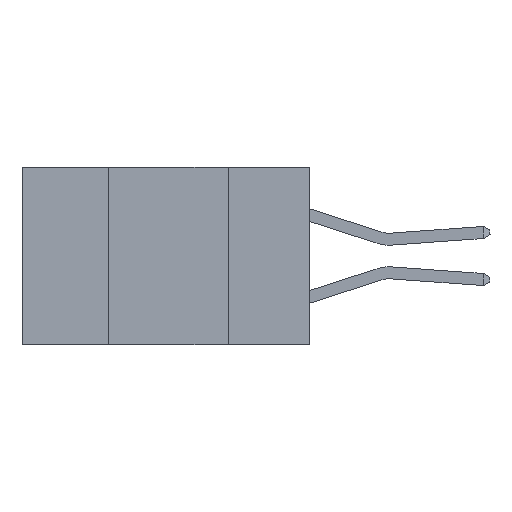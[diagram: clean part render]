
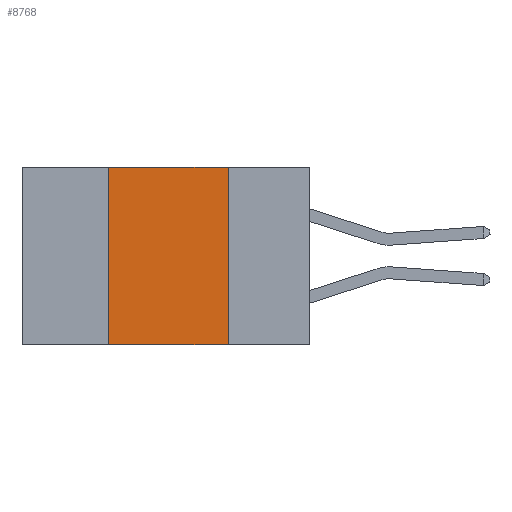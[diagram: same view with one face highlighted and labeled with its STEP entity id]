
A CAD part, left-side view. The second image highlights one B-rep face of the part: STEP entity #8768.
In plain terms, the highlighted planar face has unit normal (-1, 0, 0).
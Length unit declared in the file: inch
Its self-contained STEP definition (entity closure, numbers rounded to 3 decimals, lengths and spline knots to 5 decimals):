
#100 = CARTESIAN_POINT ( 'NONE',  ( 0., 0.6, -0.37 ) ) ;
#208 = EDGE_CURVE ( 'NONE', #12823, #7677, #17598, .T. ) ;
#354 = EDGE_CURVE ( 'NONE', #12823, #12677, #9222, .T. ) ;
#534 = LINE ( 'NONE', #9750, #8034 ) ;
#855 = VECTOR ( 'NONE', #12178, 39.37008 ) ;
#1220 = AXIS2_PLACEMENT_3D ( 'NONE', #3110, #16469, #1636 ) ;
#1379 = CARTESIAN_POINT ( 'NONE',  ( 0., 0.42, 0. ) ) ;
#1423 = CARTESIAN_POINT ( 'NONE',  ( 0., 0.17, -0.37 ) ) ;
#1636 = DIRECTION ( 'NONE',  ( 0., 0., -1. ) ) ;
#2803 = CARTESIAN_POINT ( 'NONE',  ( 0., 0.17, -0.37 ) ) ;
#2823 = VECTOR ( 'NONE', #14927, 39.37008 ) ;
#3110 = CARTESIAN_POINT ( 'NONE',  ( 0., 0.6, 0. ) ) ;
#3306 = FACE_OUTER_BOUND ( 'NONE', #9616, .T. ) ;
#4449 = ORIENTED_EDGE ( 'NONE', *, *, #208, .F. ) ;
#4607 = PLANE ( 'NONE',  #1220 ) ;
#5548 = DIRECTION ( 'NONE',  ( 0., 0., 1. ) ) ;
#6703 = EDGE_CURVE ( 'NONE', #10463, #12677, #15024, .T. ) ;
#7677 = VERTEX_POINT ( 'NONE', #1379 ) ;
#8034 = VECTOR ( 'NONE', #14462, 39.37008 ) ;
#8768 = ADVANCED_FACE ( 'NONE', ( #3306 ), #4607, .F. ) ;
#9222 = LINE ( 'NONE', #100, #855 ) ;
#9268 = CARTESIAN_POINT ( 'NONE',  ( 0., 0.42, -0.37 ) ) ;
#9616 = EDGE_LOOP ( 'NONE', ( #9814, #15938, #4449, #19354 ) ) ;
#9750 = CARTESIAN_POINT ( 'NONE',  ( 0., 0.6, 0. ) ) ;
#9814 = ORIENTED_EDGE ( 'NONE', *, *, #6703, .F. ) ;
#10132 = CARTESIAN_POINT ( 'NONE',  ( 0., 0.17, 0. ) ) ;
#10463 = VERTEX_POINT ( 'NONE', #10132 ) ;
#11674 = CARTESIAN_POINT ( 'NONE',  ( 0., 0.42, -0.37 ) ) ;
#12178 = DIRECTION ( 'NONE',  ( 0., -1., 0. ) ) ;
#12677 = VERTEX_POINT ( 'NONE', #2803 ) ;
#12823 = VERTEX_POINT ( 'NONE', #9268 ) ;
#13492 = VECTOR ( 'NONE', #5548, 39.37008 ) ;
#14462 = DIRECTION ( 'NONE',  ( 0., -1., 0. ) ) ;
#14927 = DIRECTION ( 'NONE',  ( 0., 0., -1. ) ) ;
#15024 = LINE ( 'NONE', #1423, #2823 ) ;
#15938 = ORIENTED_EDGE ( 'NONE', *, *, #16510, .F. ) ;
#16469 = DIRECTION ( 'NONE',  ( 1., 0., 0. ) ) ;
#16510 = EDGE_CURVE ( 'NONE', #7677, #10463, #534, .T. ) ;
#17598 = LINE ( 'NONE', #11674, #13492 ) ;
#19354 = ORIENTED_EDGE ( 'NONE', *, *, #354, .T. ) ;
